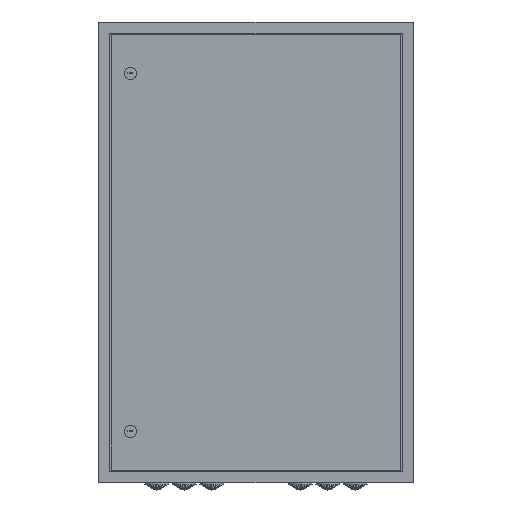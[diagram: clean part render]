
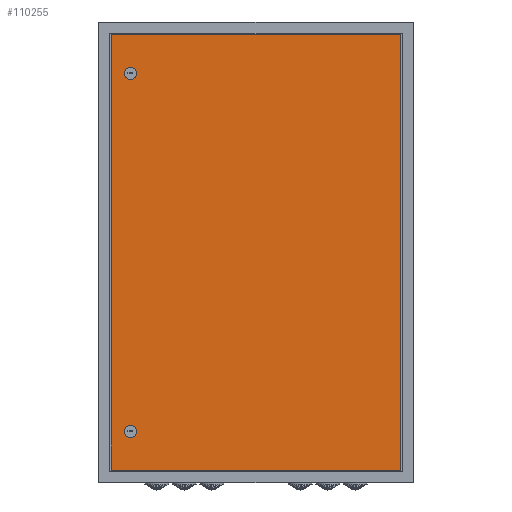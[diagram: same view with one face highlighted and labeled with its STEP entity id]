
A CAD part, top view. The second image highlights one B-rep face of the part: STEP entity #110255.
In plain terms, the highlighted planar face has unit normal (0, 0, 1).
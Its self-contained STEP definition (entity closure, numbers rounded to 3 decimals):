
#6166 = ORIENTED_EDGE ( 'NONE', *, *, #138791, .F. ) ;
#8768 = CARTESIAN_POINT ( 'NONE',  ( 262.5, 394.5, 138.2 ) ) ;
#10363 = DIRECTION ( 'NONE',  ( 0., -1., 0. ) ) ;
#15668 = AXIS2_PLACEMENT_3D ( 'NONE', #215565, #168234, #147594 ) ;
#21709 = VECTOR ( 'NONE', #121324, 1000. ) ;
#22097 = ORIENTED_EDGE ( 'NONE', *, *, #263902, .T. ) ;
#33892 = LINE ( 'NONE', #166932, #51306 ) ;
#34820 = VECTOR ( 'NONE', #133435, 1000. ) ;
#35148 = DIRECTION ( 'NONE',  ( 0., -1., 0. ) ) ;
#36138 = EDGE_CURVE ( 'NONE', #139083, #200888, #64163, .T. ) ;
#40430 = CARTESIAN_POINT ( 'NONE',  ( -235.75, 329.21, 138.2 ) ) ;
#42471 = ORIENTED_EDGE ( 'NONE', *, *, #283183, .F. ) ;
#46070 = EDGE_CURVE ( 'NONE', #62699, #54567, #33892, .T. ) ;
#47712 = EDGE_LOOP ( 'NONE', ( #191634, #114163, #22097, #246667 ) ) ;
#51306 = VECTOR ( 'NONE', #10363, 1000. ) ;
#54567 = VERTEX_POINT ( 'NONE', #289780 ) ;
#55249 = LINE ( 'NONE', #281298, #268122 ) ;
#61715 = CARTESIAN_POINT ( 'NONE',  ( -227.5, -324.5, 138.2 ) ) ;
#62699 = VERTEX_POINT ( 'NONE', #157177 ) ;
#64163 = LINE ( 'NONE', #40430, #168591 ) ;
#64428 = LINE ( 'NONE', #288957, #204148 ) ;
#68891 = ORIENTED_EDGE ( 'NONE', *, *, #222595, .T. ) ;
#70947 = FACE_BOUND ( 'NONE', #77155, .T. ) ;
#72382 = DIRECTION ( 'NONE',  ( -1., 0., 0. ) ) ;
#75213 = ORIENTED_EDGE ( 'NONE', *, *, #258514, .T. ) ;
#75234 = LINE ( 'NONE', #165334, #251722 ) ;
#75516 = LINE ( 'NONE', #97779, #21709 ) ;
#76792 = DIRECTION ( 'NONE',  ( 0., 0., -1. ) ) ;
#77155 = EDGE_LOOP ( 'NONE', ( #75213, #86889, #125061, #68891 ) ) ;
#78594 = CARTESIAN_POINT ( 'NONE',  ( -219.25, 319.79, 138.2 ) ) ;
#86889 = ORIENTED_EDGE ( 'NONE', *, *, #171460, .T. ) ;
#96782 = CARTESIAN_POINT ( 'NONE',  ( -235.75, 329.21, 138.2 ) ) ;
#97779 = CARTESIAN_POINT ( 'NONE',  ( -235.75, -329.21, 138.2 ) ) ;
#98262 = DIRECTION ( 'NONE',  ( 1., 0., 0. ) ) ;
#109111 = AXIS2_PLACEMENT_3D ( 'NONE', #201263, #224928, #222070 ) ;
#110255 = ADVANCED_FACE ( 'NONE', ( #119721, #70947, #231919 ), #273379, .F. ) ;
#110286 = CARTESIAN_POINT ( 'NONE',  ( -227.5, 324.5, 138.2 ) ) ;
#112154 = CARTESIAN_POINT ( 'NONE',  ( 0., 394.5, 138.2 ) ) ;
#113736 = CARTESIAN_POINT ( 'NONE',  ( -219.25, 329.21, 138.2 ) ) ;
#114163 = ORIENTED_EDGE ( 'NONE', *, *, #261128, .T. ) ;
#119721 = FACE_OUTER_BOUND ( 'NONE', #135071, .T. ) ;
#120712 = CARTESIAN_POINT ( 'NONE',  ( -219.25, -319.79, 138.2 ) ) ;
#121324 = DIRECTION ( 'NONE',  ( 0., 1., 0. ) ) ;
#125061 = ORIENTED_EDGE ( 'NONE', *, *, #147095, .T. ) ;
#126938 = AXIS2_PLACEMENT_3D ( 'NONE', #110286, #135212, #247470 ) ;
#128371 = CARTESIAN_POINT ( 'NONE',  ( -219.25, -329.21, 138.2 ) ) ;
#129097 = CARTESIAN_POINT ( 'NONE',  ( -219.25, 329.21, 138.2 ) ) ;
#131120 = DIRECTION ( 'NONE',  ( 1., 0., 0. ) ) ;
#133435 = DIRECTION ( 'NONE',  ( 0., -1., 0. ) ) ;
#135071 = EDGE_LOOP ( 'NONE', ( #155170, #6166, #42471, #285738 ) ) ;
#135212 = DIRECTION ( 'NONE',  ( 0., 0., -1. ) ) ;
#137101 = CARTESIAN_POINT ( 'NONE',  ( 262.5, -394.5, 138.2 ) ) ;
#138791 = EDGE_CURVE ( 'NONE', #190575, #252603, #75234, .T. ) ;
#139083 = VERTEX_POINT ( 'NONE', #147233 ) ;
#141941 = EDGE_CURVE ( 'NONE', #54567, #252603, #55249, .T. ) ;
#147095 = EDGE_CURVE ( 'NONE', #216605, #264092, #64428, .T. ) ;
#147233 = CARTESIAN_POINT ( 'NONE',  ( -235.75, 319.79, 138.2 ) ) ;
#147594 = DIRECTION ( 'NONE',  ( -1., 0., 0. ) ) ;
#149632 = VERTEX_POINT ( 'NONE', #78594 ) ;
#154277 = DIRECTION ( 'NONE',  ( 0., 1., 0. ) ) ;
#154787 = VERTEX_POINT ( 'NONE', #192926 ) ;
#154922 = LINE ( 'NONE', #112154, #233512 ) ;
#155170 = ORIENTED_EDGE ( 'NONE', *, *, #141941, .T. ) ;
#157177 = CARTESIAN_POINT ( 'NONE',  ( -262.5, 394.5, 138.2 ) ) ;
#161091 = CARTESIAN_POINT ( 'NONE',  ( 0., 0., 138.2 ) ) ;
#165334 = CARTESIAN_POINT ( 'NONE',  ( 262.5, 0., 138.2 ) ) ;
#166932 = CARTESIAN_POINT ( 'NONE',  ( -262.5, 2367., 138.2 ) ) ;
#168234 = DIRECTION ( 'NONE',  ( 0., 0., -1. ) ) ;
#168591 = VECTOR ( 'NONE', #154277, 1000. ) ;
#171460 = EDGE_CURVE ( 'NONE', #199150, #216605, #279920, .T. ) ;
#176293 = LINE ( 'NONE', #129097, #34820 ) ;
#176875 = DIRECTION ( 'NONE',  ( 0., 0., -1. ) ) ;
#186228 = AXIS2_PLACEMENT_3D ( 'NONE', #161091, #76792, #72382 ) ;
#189357 = CIRCLE ( 'NONE', #109111, 9.5 ) ;
#190575 = VERTEX_POINT ( 'NONE', #8768 ) ;
#191634 = ORIENTED_EDGE ( 'NONE', *, *, #36138, .T. ) ;
#192926 = CARTESIAN_POINT ( 'NONE',  ( -235.75, -329.21, 138.2 ) ) ;
#199150 = VERTEX_POINT ( 'NONE', #240105 ) ;
#200888 = VERTEX_POINT ( 'NONE', #96782 ) ;
#201263 = CARTESIAN_POINT ( 'NONE',  ( -227.5, 324.5, 138.2 ) ) ;
#204148 = VECTOR ( 'NONE', #247491, 1000. ) ;
#211967 = CIRCLE ( 'NONE', #126938, 9.5 ) ;
#215565 = CARTESIAN_POINT ( 'NONE',  ( -227.5, -324.5, 138.2 ) ) ;
#216605 = VERTEX_POINT ( 'NONE', #120712 ) ;
#217049 = VERTEX_POINT ( 'NONE', #113736 ) ;
#222070 = DIRECTION ( 'NONE',  ( 1., 0., 0. ) ) ;
#222595 = EDGE_CURVE ( 'NONE', #264092, #154787, #232156, .T. ) ;
#224928 = DIRECTION ( 'NONE',  ( 0., 0., -1. ) ) ;
#231919 = FACE_BOUND ( 'NONE', #47712, .T. ) ;
#232156 = CIRCLE ( 'NONE', #237388, 9.5 ) ;
#233512 = VECTOR ( 'NONE', #244965, 1000. ) ;
#237388 = AXIS2_PLACEMENT_3D ( 'NONE', #61715, #176875, #131120 ) ;
#240105 = CARTESIAN_POINT ( 'NONE',  ( -235.75, -319.79, 138.2 ) ) ;
#244965 = DIRECTION ( 'NONE',  ( 1., 0., 0. ) ) ;
#246667 = ORIENTED_EDGE ( 'NONE', *, *, #285184, .T. ) ;
#247470 = DIRECTION ( 'NONE',  ( -1., 0., 0. ) ) ;
#247491 = DIRECTION ( 'NONE',  ( 0., -1., 0. ) ) ;
#251722 = VECTOR ( 'NONE', #35148, 1000. ) ;
#252603 = VERTEX_POINT ( 'NONE', #137101 ) ;
#258514 = EDGE_CURVE ( 'NONE', #154787, #199150, #75516, .T. ) ;
#261128 = EDGE_CURVE ( 'NONE', #200888, #217049, #211967, .T. ) ;
#263902 = EDGE_CURVE ( 'NONE', #217049, #149632, #176293, .T. ) ;
#264092 = VERTEX_POINT ( 'NONE', #128371 ) ;
#268122 = VECTOR ( 'NONE', #98262, 1000. ) ;
#273379 = PLANE ( 'NONE',  #186228 ) ;
#279920 = CIRCLE ( 'NONE', #15668, 9.5 ) ;
#281298 = CARTESIAN_POINT ( 'NONE',  ( 0., -394.5, 138.2 ) ) ;
#283183 = EDGE_CURVE ( 'NONE', #62699, #190575, #154922, .T. ) ;
#285184 = EDGE_CURVE ( 'NONE', #149632, #139083, #189357, .T. ) ;
#285738 = ORIENTED_EDGE ( 'NONE', *, *, #46070, .T. ) ;
#288957 = CARTESIAN_POINT ( 'NONE',  ( -219.25, -329.21, 138.2 ) ) ;
#289780 = CARTESIAN_POINT ( 'NONE',  ( -262.5, -394.5, 138.2 ) ) ;
